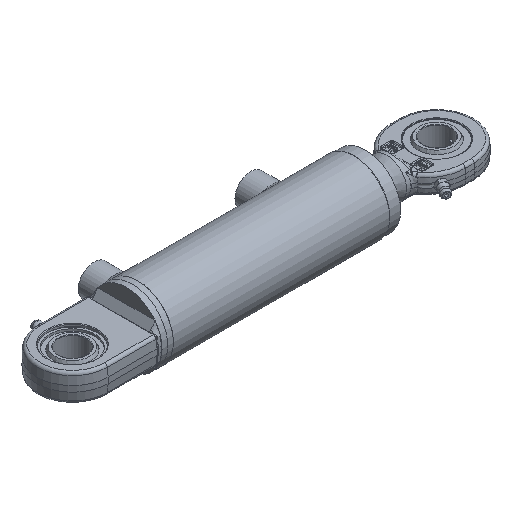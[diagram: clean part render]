
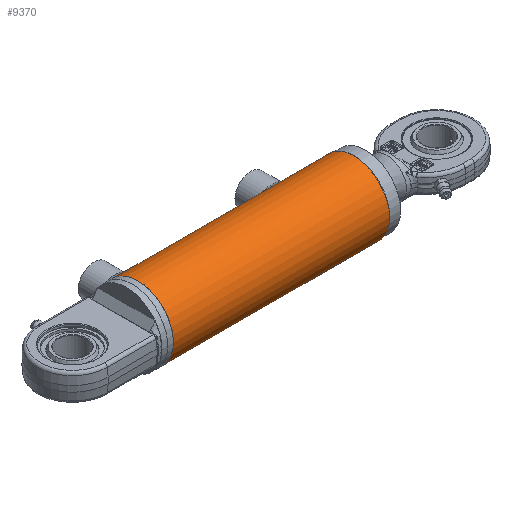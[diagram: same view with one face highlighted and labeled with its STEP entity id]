
A CAD part, isometric view. The second image highlights one B-rep face of the part: STEP entity #9370.
In plain terms, the highlighted cylindrical face has radius 25 mm (diameter 50 mm), a full revolution.
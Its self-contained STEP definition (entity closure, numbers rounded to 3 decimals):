
#261=FACE_BOUND('',#1561,.T.);
#262=FACE_BOUND('',#1562,.T.);
#679=B_SPLINE_CURVE_WITH_KNOTS('',3,(#15586,#15587,#15588,#15589,#15590,
#15591,#15592,#15593,#15594,#15595,#15596,#15597,#15598,#15599,#15600,#15601,
#15602,#15603),.UNSPECIFIED.,.F.,.F.,(4,2,2,2,2,2,2,2,4),(0.452,
0.566,0.679,0.792,0.905,
1.018,1.131,1.244,1.357),
 .UNSPECIFIED.);
#680=B_SPLINE_CURVE_WITH_KNOTS('',3,(#15604,#15605,#15606,#15607,#15608,
#15609,#15610,#15611,#15612,#15613,#15614,#15615,#15616,#15617,#15618,#15619,
#15620,#15621,#15622),.UNSPECIFIED.,.F.,.F.,(4,2,2,2,3,2,2,2,4),(1.357,
1.471,1.584,1.697,1.81,1.923,
2.036,2.149,2.262),.UNSPECIFIED.);
#684=B_SPLINE_CURVE_WITH_KNOTS('',3,(#15668,#15669,#15670,#15671,#15672,
#15673,#15674,#15675,#15676,#15677,#15678,#15679,#15680,#15681,#15682,#15683,
#15684,#15685),.UNSPECIFIED.,.F.,.F.,(4,2,2,2,2,2,2,2,4),(0.452,
0.566,0.679,0.792,0.905,
1.018,1.131,1.244,1.357),
 .UNSPECIFIED.);
#685=B_SPLINE_CURVE_WITH_KNOTS('',3,(#15686,#15687,#15688,#15689,#15690,
#15691,#15692,#15693,#15694,#15695,#15696,#15697,#15698,#15699,#15700,#15701,
#15702,#15703,#15704),.UNSPECIFIED.,.F.,.F.,(4,2,2,2,3,2,2,2,4),(1.357,
1.471,1.584,1.697,1.81,1.923,
2.036,2.149,2.262),.UNSPECIFIED.);
#838=CYLINDRICAL_SURFACE('',#10215,25.);
#993=FACE_OUTER_BOUND('',#1560,.T.);
#1560=EDGE_LOOP('',(#6734,#6735,#6736,#6737));
#1561=EDGE_LOOP('',(#6738,#6739));
#1562=EDGE_LOOP('',(#6740,#6741));
#2208=LINE('',#15759,#3049);
#3049=VECTOR('',#11274,25.);
#3820=CIRCLE('',#10216,25.);
#3821=CIRCLE('',#10217,25.);
#4236=VERTEX_POINT('',#15584);
#4237=VERTEX_POINT('',#15585);
#4241=VERTEX_POINT('',#15666);
#4242=VERTEX_POINT('',#15667);
#4248=VERTEX_POINT('',#15756);
#4249=VERTEX_POINT('',#15758);
#5176=EDGE_CURVE('',#4236,#4237,#679,.T.);
#5177=EDGE_CURVE('',#4237,#4236,#680,.T.);
#5182=EDGE_CURVE('',#4241,#4242,#684,.T.);
#5183=EDGE_CURVE('',#4242,#4241,#685,.T.);
#5193=EDGE_CURVE('',#4248,#4248,#3820,.T.);
#5194=EDGE_CURVE('',#4248,#4249,#2208,.T.);
#5195=EDGE_CURVE('',#4249,#4249,#3821,.T.);
#6734=ORIENTED_EDGE('',*,*,#5193,.F.);
#6735=ORIENTED_EDGE('',*,*,#5194,.T.);
#6736=ORIENTED_EDGE('',*,*,#5195,.T.);
#6737=ORIENTED_EDGE('',*,*,#5194,.F.);
#6738=ORIENTED_EDGE('',*,*,#5176,.T.);
#6739=ORIENTED_EDGE('',*,*,#5177,.T.);
#6740=ORIENTED_EDGE('',*,*,#5182,.T.);
#6741=ORIENTED_EDGE('',*,*,#5183,.T.);
#9370=ADVANCED_FACE('',(#993,#261,#262),#838,.T.);
#10215=AXIS2_PLACEMENT_3D('',#15755,#11270,#11271);
#10216=AXIS2_PLACEMENT_3D('',#15757,#11272,#11273);
#10217=AXIS2_PLACEMENT_3D('',#15760,#11275,#11276);
#11270=DIRECTION('center_axis',(1.,0.,0.));
#11271=DIRECTION('ref_axis',(0.,1.,0.));
#11272=DIRECTION('center_axis',(1.,0.,0.));
#11273=DIRECTION('ref_axis',(0.,1.,0.));
#11274=DIRECTION('',(-1.,0.,0.));
#11275=DIRECTION('center_axis',(1.,0.,0.));
#11276=DIRECTION('ref_axis',(0.,1.,0.));
#15584=CARTESIAN_POINT('',(7.,25.,0.));
#15585=CARTESIAN_POINT('',(13.,25.,0.));
#15586=CARTESIAN_POINT('Ctrl Pts',(7.,25.,0.));
#15587=CARTESIAN_POINT('Ctrl Pts',(7.,25.,-0.377));
#15588=CARTESIAN_POINT('Ctrl Pts',(7.075,24.991,-0.779));
#15589=CARTESIAN_POINT('Ctrl Pts',(7.382,24.957,-1.518));
#15590=CARTESIAN_POINT('Ctrl Pts',(7.613,24.933,-1.855));
#15591=CARTESIAN_POINT('Ctrl Pts',(8.145,24.887,-2.387));
#15592=CARTESIAN_POINT('Ctrl Pts',(8.482,24.863,-2.618));
#15593=CARTESIAN_POINT('Ctrl Pts',(9.221,24.829,-2.925));
#15594=CARTESIAN_POINT('Ctrl Pts',(9.623,24.819,-3.));
#15595=CARTESIAN_POINT('Ctrl Pts',(10.377,24.819,-3.));
#15596=CARTESIAN_POINT('Ctrl Pts',(10.779,24.829,-2.925));
#15597=CARTESIAN_POINT('Ctrl Pts',(11.518,24.863,-2.618));
#15598=CARTESIAN_POINT('Ctrl Pts',(11.855,24.887,-2.387));
#15599=CARTESIAN_POINT('Ctrl Pts',(12.387,24.933,-1.855));
#15600=CARTESIAN_POINT('Ctrl Pts',(12.618,24.957,-1.518));
#15601=CARTESIAN_POINT('Ctrl Pts',(12.925,24.991,-0.779));
#15602=CARTESIAN_POINT('Ctrl Pts',(13.,25.,-0.377));
#15603=CARTESIAN_POINT('Ctrl Pts',(13.,25.,0.));
#15604=CARTESIAN_POINT('Ctrl Pts',(13.,25.,0.));
#15605=CARTESIAN_POINT('Ctrl Pts',(13.,25.,0.377));
#15606=CARTESIAN_POINT('Ctrl Pts',(12.925,24.991,0.779));
#15607=CARTESIAN_POINT('Ctrl Pts',(12.618,24.957,1.518));
#15608=CARTESIAN_POINT('Ctrl Pts',(12.387,24.933,1.855));
#15609=CARTESIAN_POINT('Ctrl Pts',(11.855,24.887,2.387));
#15610=CARTESIAN_POINT('Ctrl Pts',(11.518,24.863,2.618));
#15611=CARTESIAN_POINT('Ctrl Pts',(10.779,24.829,2.925));
#15612=CARTESIAN_POINT('Ctrl Pts',(10.377,24.819,3.));
#15613=CARTESIAN_POINT('Ctrl Pts',(10.,24.819,3.));
#15614=CARTESIAN_POINT('Ctrl Pts',(9.623,24.819,3.));
#15615=CARTESIAN_POINT('Ctrl Pts',(9.221,24.829,2.925));
#15616=CARTESIAN_POINT('Ctrl Pts',(8.482,24.863,2.618));
#15617=CARTESIAN_POINT('Ctrl Pts',(8.145,24.887,2.387));
#15618=CARTESIAN_POINT('Ctrl Pts',(7.613,24.933,1.855));
#15619=CARTESIAN_POINT('Ctrl Pts',(7.382,24.957,1.518));
#15620=CARTESIAN_POINT('Ctrl Pts',(7.075,24.991,0.779));
#15621=CARTESIAN_POINT('Ctrl Pts',(7.,25.,0.377));
#15622=CARTESIAN_POINT('Ctrl Pts',(7.,25.,0.));
#15666=CARTESIAN_POINT('',(117.015,25.,0.));
#15667=CARTESIAN_POINT('',(123.015,25.,0.));
#15668=CARTESIAN_POINT('Ctrl Pts',(117.015,25.,0.));
#15669=CARTESIAN_POINT('Ctrl Pts',(117.015,25.,-0.377));
#15670=CARTESIAN_POINT('Ctrl Pts',(117.09,24.991,-0.779));
#15671=CARTESIAN_POINT('Ctrl Pts',(117.397,24.957,-1.518));
#15672=CARTESIAN_POINT('Ctrl Pts',(117.628,24.933,-1.855));
#15673=CARTESIAN_POINT('Ctrl Pts',(118.16,24.887,-2.387));
#15674=CARTESIAN_POINT('Ctrl Pts',(118.497,24.863,-2.618));
#15675=CARTESIAN_POINT('Ctrl Pts',(119.236,24.829,-2.925));
#15676=CARTESIAN_POINT('Ctrl Pts',(119.638,24.819,-3.));
#15677=CARTESIAN_POINT('Ctrl Pts',(120.392,24.819,-3.));
#15678=CARTESIAN_POINT('Ctrl Pts',(120.794,24.829,-2.925));
#15679=CARTESIAN_POINT('Ctrl Pts',(121.533,24.863,-2.618));
#15680=CARTESIAN_POINT('Ctrl Pts',(121.87,24.887,-2.387));
#15681=CARTESIAN_POINT('Ctrl Pts',(122.402,24.933,-1.855));
#15682=CARTESIAN_POINT('Ctrl Pts',(122.633,24.957,-1.518));
#15683=CARTESIAN_POINT('Ctrl Pts',(122.94,24.991,-0.779));
#15684=CARTESIAN_POINT('Ctrl Pts',(123.015,25.,-0.377));
#15685=CARTESIAN_POINT('Ctrl Pts',(123.015,25.,0.));
#15686=CARTESIAN_POINT('Ctrl Pts',(123.015,25.,0.));
#15687=CARTESIAN_POINT('Ctrl Pts',(123.015,25.,0.377));
#15688=CARTESIAN_POINT('Ctrl Pts',(122.94,24.991,0.779));
#15689=CARTESIAN_POINT('Ctrl Pts',(122.633,24.957,1.518));
#15690=CARTESIAN_POINT('Ctrl Pts',(122.402,24.933,1.855));
#15691=CARTESIAN_POINT('Ctrl Pts',(121.87,24.887,2.387));
#15692=CARTESIAN_POINT('Ctrl Pts',(121.533,24.863,2.618));
#15693=CARTESIAN_POINT('Ctrl Pts',(120.794,24.829,2.925));
#15694=CARTESIAN_POINT('Ctrl Pts',(120.392,24.819,3.));
#15695=CARTESIAN_POINT('Ctrl Pts',(120.015,24.819,3.));
#15696=CARTESIAN_POINT('Ctrl Pts',(119.638,24.819,3.));
#15697=CARTESIAN_POINT('Ctrl Pts',(119.236,24.829,2.925));
#15698=CARTESIAN_POINT('Ctrl Pts',(118.497,24.863,2.618));
#15699=CARTESIAN_POINT('Ctrl Pts',(118.16,24.887,2.387));
#15700=CARTESIAN_POINT('Ctrl Pts',(117.628,24.933,1.855));
#15701=CARTESIAN_POINT('Ctrl Pts',(117.397,24.957,1.518));
#15702=CARTESIAN_POINT('Ctrl Pts',(117.09,24.991,0.779));
#15703=CARTESIAN_POINT('Ctrl Pts',(117.015,25.,0.377));
#15704=CARTESIAN_POINT('Ctrl Pts',(117.015,25.,0.));
#15755=CARTESIAN_POINT('Origin',(0.,0.,0.));
#15756=CARTESIAN_POINT('',(152.015,-25.,0.));
#15757=CARTESIAN_POINT('Origin',(152.015,0.,0.));
#15758=CARTESIAN_POINT('',(0.,-25.,0.));
#15759=CARTESIAN_POINT('',(0.,-25.,0.));
#15760=CARTESIAN_POINT('Origin',(0.,0.,0.));
